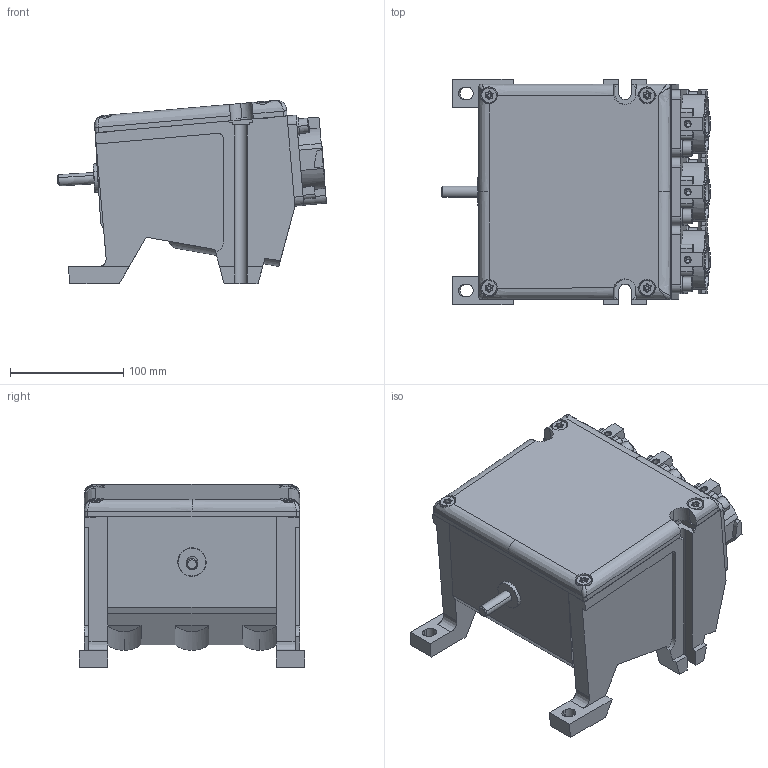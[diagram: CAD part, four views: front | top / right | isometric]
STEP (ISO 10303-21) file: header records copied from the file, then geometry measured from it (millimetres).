
FILE_DESCRIPTION(('CATIA V5 STEP Exchange','CAx-IF Rec.Pracs.--- Model Styling and Organization---1.4--- 2014-01-23'),'2;1');
FILE_NAME ('D1349573_2', '2019-08-29T07:12:18+00:00', ('none'), ('Weidmueller'), 'CATIA Version 5-6 Release 2016 SP3 HF44', 'CATIA V5 STEP AP214', 'none');
FILE_SCHEMA(('AUTOMOTIVE_DESIGN { 1 0 10303 214 1 1 1 1 }'));
Products named in the file (1): 1396260000
Bounding box: 237.43 x 199 x 161.63 mm (x, y, z)
Volume: 1775776.9 mm3; surface area: 694754.3 mm2
Topology: 48 solids, 48 shells, 2361 faces, 6023 edges, 3856 vertices
Faces by surface type: plane 1309, cylinder 718, cone 250, torus 58, bspline 24, extrusion 2
Entity records: 68399 total; most frequent: CARTESIAN_POINT 15032, ORIENTED_EDGE 11922, DIRECTION 8960, EDGE_CURVE 5961, VERTEX_POINT 3856, VECTOR 3815, LINE 3813, AXIS2_PLACEMENT_3D 3462
